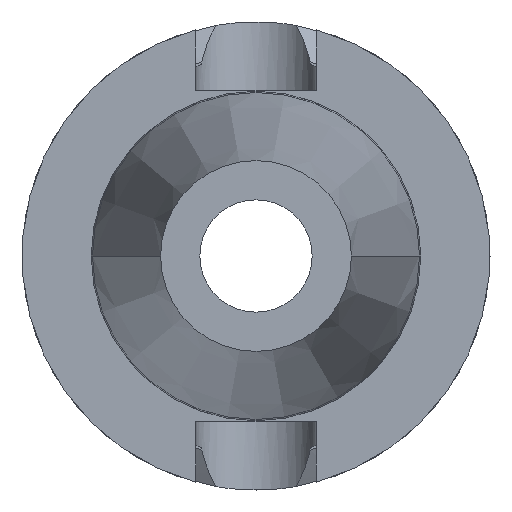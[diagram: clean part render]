
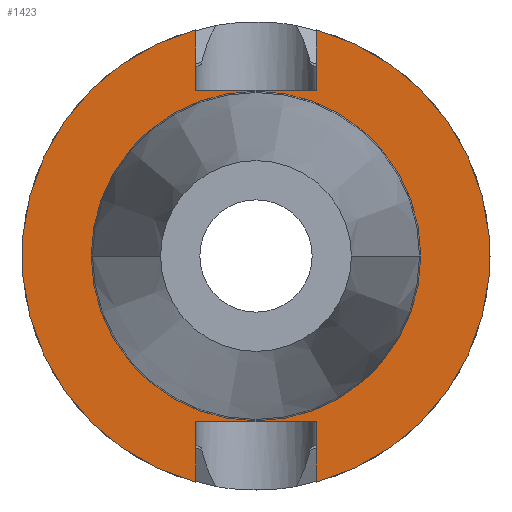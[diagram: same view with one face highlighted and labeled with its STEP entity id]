
A CAD part, left-side view. The second image highlights one B-rep face of the part: STEP entity #1423.
In plain terms, the highlighted planar face has unit normal (-1, 0, 0).
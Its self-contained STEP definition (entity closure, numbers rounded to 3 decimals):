
#321=CARTESIAN_POINT('',(3.,0.,0.));
#322=DIRECTION('',(-1.,0.,0.));
#323=DIRECTION('',(0.,0.257,0.966));
#324=AXIS2_PLACEMENT_3D('',#321,#322,#323);
#336=CARTESIAN_POINT('',(3.,0.,0.));
#337=DIRECTION('',(-1.,0.,0.));
#338=DIRECTION('',(0.,-0.257,-0.966));
#339=AXIS2_PLACEMENT_3D('',#336,#337,#338);
#359=DIRECTION('',(0.,1.,0.));
#360=VECTOR('',#359,25.7);
#361=CARTESIAN_POINT('',(3.,-12.85,-35.4));
#362=LINE('',#361,#360);
#366=DIRECTION('',(0.,0.,1.));
#367=VECTOR('',#366,12.921);
#368=CARTESIAN_POINT('',(3.,12.85,-48.321));
#369=LINE('',#368,#367);
#373=DIRECTION('',(0.,0.,-1.));
#374=VECTOR('',#373,12.921);
#375=CARTESIAN_POINT('',(3.,12.85,48.321));
#376=LINE('',#375,#374);
#380=DIRECTION('',(0.,1.,0.));
#381=VECTOR('',#380,25.7);
#382=CARTESIAN_POINT('',(3.,-12.85,35.4));
#383=LINE('',#382,#381);
#387=DIRECTION('',(0.,0.,-1.));
#388=VECTOR('',#387,12.921);
#389=CARTESIAN_POINT('',(3.,-12.85,48.321));
#390=LINE('',#389,#388);
#394=DIRECTION('',(0.,0.,1.));
#395=VECTOR('',#394,12.921);
#396=CARTESIAN_POINT('',(3.,-12.85,-48.321));
#397=LINE('',#396,#395);
#415=CARTESIAN_POINT('',(3.,0.,0.));
#416=DIRECTION('',(-1.,0.,0.));
#417=DIRECTION('',(0.,1.,0.));
#418=AXIS2_PLACEMENT_3D('',#415,#416,#417);
#423=CARTESIAN_POINT('',(3.,0.,0.));
#424=DIRECTION('',(1.,0.,0.));
#425=DIRECTION('',(0.,1.,0.));
#426=AXIS2_PLACEMENT_3D('',#423,#424,#425);
#1024=CARTESIAN_POINT('',(3.,35.091,0.));
#1026=VERTEX_POINT('',#1024);
#1034=CARTESIAN_POINT('',(3.,-35.091,0.));
#1036=VERTEX_POINT('',#1034);
#1064=CARTESIAN_POINT('',(3.,12.85,48.321));
#1065=VERTEX_POINT('',#1064);
#1066=CARTESIAN_POINT('',(3.,-12.85,48.321));
#1067=VERTEX_POINT('',#1066);
#1068=CARTESIAN_POINT('',(3.,-12.85,35.4));
#1069=CARTESIAN_POINT('',(3.,12.85,35.4));
#1070=VERTEX_POINT('',#1068);
#1071=VERTEX_POINT('',#1069);
#1092=CARTESIAN_POINT('',(3.,12.85,-48.321));
#1093=VERTEX_POINT('',#1092);
#1094=CARTESIAN_POINT('',(3.,-12.85,-48.321));
#1095=VERTEX_POINT('',#1094);
#1096=CARTESIAN_POINT('',(3.,-12.85,-35.4));
#1097=CARTESIAN_POINT('',(3.,12.85,-35.4));
#1098=VERTEX_POINT('',#1096);
#1099=VERTEX_POINT('',#1097);
#1398=CARTESIAN_POINT('',(3.,0.,0.));
#1399=DIRECTION('',(1.,0.,0.));
#1400=DIRECTION('',(0.,-1.,0.));
#1401=AXIS2_PLACEMENT_3D('',#1398,#1399,#1400);
#1402=PLANE('',#1401);
#1404=ORIENTED_EDGE('',*,*,#1403,.T.);
#1405=ORIENTED_EDGE('',*,*,#1357,.F.);
#1406=ORIENTED_EDGE('',*,*,#1378,.F.);
#1407=ORIENTED_EDGE('',*,*,#1311,.T.);
#1409=ORIENTED_EDGE('',*,*,#1408,.F.);
#1411=ORIENTED_EDGE('',*,*,#1410,.F.);
#1412=ORIENTED_EDGE('',*,*,#1390,.F.);
#1414=ORIENTED_EDGE('',*,*,#1413,.T.);
#1415=EDGE_LOOP('',(#1404,#1405,#1406,#1407,#1409,#1411,#1412,#1414));
#1416=FACE_OUTER_BOUND('',#1415,.F.);
#1418=ORIENTED_EDGE('',*,*,#1417,.T.);
#1420=ORIENTED_EDGE('',*,*,#1419,.F.);
#1421=EDGE_LOOP('',(#1418,#1420));
#1422=FACE_BOUND('',#1421,.F.);
#325=CIRCLE('',#324,50.);
#340=CIRCLE('',#339,50.);
#419=CIRCLE('',#418,35.091);
#427=CIRCLE('',#426,35.091);
#1311=EDGE_CURVE('',#1065,#1071,#376,.T.);
#1357=EDGE_CURVE('',#1093,#1099,#369,.T.);
#1378=EDGE_CURVE('',#1065,#1093,#325,.T.);
#1390=EDGE_CURVE('',#1095,#1067,#340,.T.);
#1403=EDGE_CURVE('',#1098,#1099,#362,.T.);
#1408=EDGE_CURVE('',#1070,#1071,#383,.T.);
#1410=EDGE_CURVE('',#1067,#1070,#390,.T.);
#1413=EDGE_CURVE('',#1095,#1098,#397,.T.);
#1417=EDGE_CURVE('',#1026,#1036,#419,.T.);
#1419=EDGE_CURVE('',#1026,#1036,#427,.T.);
#1423=ADVANCED_FACE('',(#1416,#1422),#1402,.F.);
